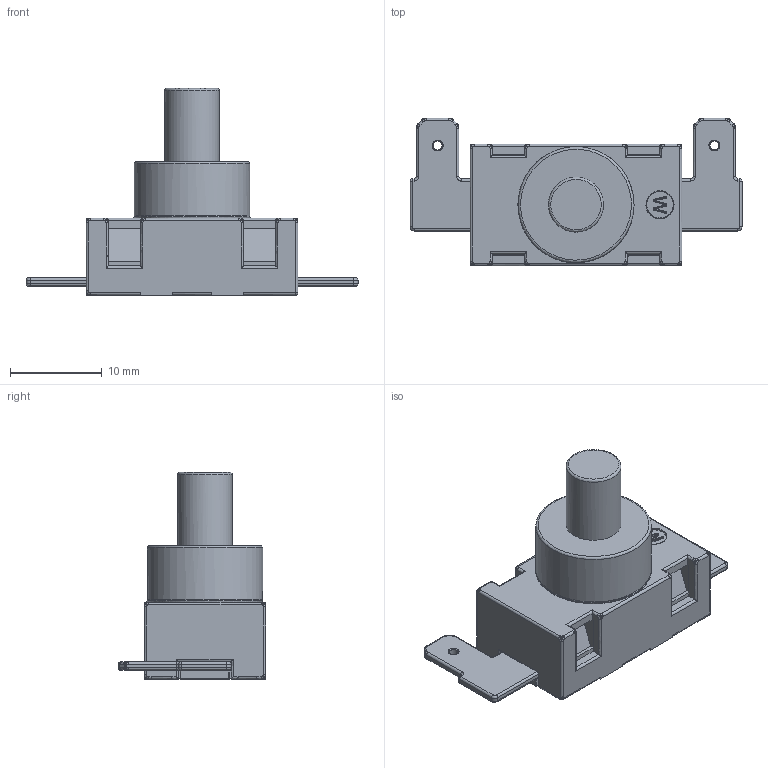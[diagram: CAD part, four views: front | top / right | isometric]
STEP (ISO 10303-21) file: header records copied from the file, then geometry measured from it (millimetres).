
FILE_DESCRIPTION(('FreeCAD Model'),'2;1');
FILE_NAME('Open CASCADE Shape Model','2025-04-30T07:15:03',('FreeCAD'),( 'FreeCAD'),'Open CASCADE STEP processor 7.6','FreeCAD','Unknown');
FILE_SCHEMA(('AUTOMOTIVE_DESIGN { 1 0 10303 214 1 1 1 1 }'));
Products named in the file (1): Open CASCADE STEP translator 7.6 1
Bounding box: 36.13 x 16.04 x 22.55 mm (x, y, z)
Volume: 2437.4 mm3; surface area: 3618.9 mm2
Topology: 6 solids, 6 shells, 2638 faces, 7363 edges, 4815 vertices
Faces by surface type: bspline 2638
Entity records: 108404 total; most frequent: CARTESIAN_POINT 64643, ORIENTED_EDGE 14726, EDGE_CURVE 7363, B_SPLINE_CURVE_WITH_KNOTS 6400, VERTEX_POINT 4815, FACE_BOUND 2728, EDGE_LOOP 2728, ADVANCED_FACE 2638
